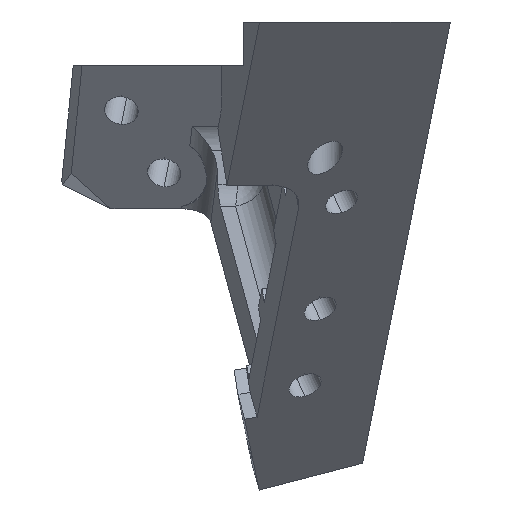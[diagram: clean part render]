
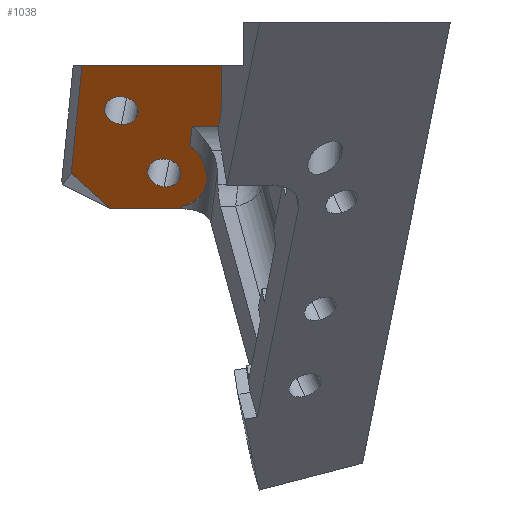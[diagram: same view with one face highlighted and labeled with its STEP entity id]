
A CAD part, front view. The second image highlights one B-rep face of the part: STEP entity #1038.
In plain terms, the highlighted planar face has unit normal (-0.109, -0.815, -0.569).
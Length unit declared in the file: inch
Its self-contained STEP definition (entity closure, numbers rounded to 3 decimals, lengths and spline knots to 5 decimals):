
#76 = EDGE_CURVE ( 'NONE', #2241, #1792, #1815, .T. ) ;
#84 = CARTESIAN_POINT ( 'NONE',  ( -125.96437, 47.53902, -0.45762 ) ) ;
#85 = DIRECTION ( 'NONE',  ( 0.109, 0.815, 0.569 ) ) ;
#104 = VECTOR ( 'NONE', #2349, 39.37008 ) ;
#114 = ORIENTED_EDGE ( 'NONE', *, *, #2649, .F. ) ;
#187 = DIRECTION ( 'NONE',  ( -0.991, 0.133, 0. ) ) ;
#204 = LINE ( 'NONE', #717, #317 ) ;
#205 = VECTOR ( 'NONE', #296, 39.37008 ) ;
#220 = CARTESIAN_POINT ( 'NONE',  ( -126.41548, 47.85214, -0.81972 ) ) ;
#262 = ORIENTED_EDGE ( 'NONE', *, *, #76, .F. ) ;
#267 = AXIS2_PLACEMENT_3D ( 'NONE', #979, #2908, #793 ) ;
#270 = VERTEX_POINT ( 'NONE', #532 ) ;
#294 = EDGE_CURVE ( 'NONE', #1411, #1579, #797, .T. ) ;
#296 = DIRECTION ( 'NONE',  ( -0.701, -0.343, 0.626 ) ) ;
#317 = VECTOR ( 'NONE', #3031, 39.37008 ) ;
#380 = CARTESIAN_POINT ( 'NONE',  ( -125.65705, 47.17848, 0. ) ) ;
#381 = EDGE_CURVE ( 'NONE', #1792, #1052, #2606, .T. ) ;
#397 = DIRECTION ( 'NONE',  ( 0.109, 0.815, 0.569 ) ) ;
#401 = VECTOR ( 'NONE', #902, 39.37008 ) ;
#424 = CARTESIAN_POINT ( 'NONE',  ( -126.01147, 47.79805, -0.81972 ) ) ;
#477 = LINE ( 'NONE', #1401, #104 ) ;
#478 = CIRCLE ( 'NONE', #1652, 0.09675 ) ;
#510 = EDGE_CURVE ( 'NONE', #1650, #835, #2587, .T. ) ;
#517 = AXIS2_PLACEMENT_3D ( 'NONE', #2761, #397, #2254 ) ;
#532 = CARTESIAN_POINT ( 'NONE',  ( -126.11071, 47.72321, -0.69345 ) ) ;
#593 = DIRECTION ( 'NONE',  ( 0., -0.572, 0.82 ) ) ;
#649 = VECTOR ( 'NONE', #2187, 39.37008 ) ;
#652 = LINE ( 'NONE', #2822, #401 ) ;
#657 = DIRECTION ( 'NONE',  ( 0.109, 0.815, 0.569 ) ) ;
#717 = CARTESIAN_POINT ( 'NONE',  ( -126.00867, 47.78263, -0.79816 ) ) ;
#747 = CARTESIAN_POINT ( 'NONE',  ( -126.58117, 47.30219, 0. ) ) ;
#760 = ORIENTED_EDGE ( 'NONE', *, *, #510, .T. ) ;
#793 = DIRECTION ( 'NONE',  ( 0., -0.572, 0.82 ) ) ;
#797 = LINE ( 'NONE', #1273, #649 ) ;
#802 = CARTESIAN_POINT ( 'NONE',  ( -126.58117, 47.30219, 0. ) ) ;
#835 = VERTEX_POINT ( 'NONE', #1371 ) ;
#889 = DIRECTION ( 'NONE',  ( 0., -0.572, 0.82 ) ) ;
#891 = AXIS2_PLACEMENT_3D ( 'NONE', #2050, #2693, #593 ) ;
#897 = VECTOR ( 'NONE', #187, 39.37008 ) ;
#902 = DIRECTION ( 'NONE',  ( -0.105, 0.579, -0.809 ) ) ;
#924 = DIRECTION ( 'NONE',  ( -0.105, 0.579, -0.809 ) ) ;
#944 = CARTESIAN_POINT ( 'NONE',  ( -126.25658, 47.25874, 0. ) ) ;
#979 = CARTESIAN_POINT ( 'NONE',  ( -126.11071, 47.66784, -0.61412 ) ) ;
#1031 = DIRECTION ( 'NONE',  ( 0., -0.572, 0.82 ) ) ;
#1038 = ADVANCED_FACE ( 'NONE', ( #1568, #2502, #2778 ), #2020, .F. ) ;
#1052 = VERTEX_POINT ( 'NONE', #1366 ) ;
#1071 = DIRECTION ( 'NONE',  ( 0.081, -0.578, 0.812 ) ) ;
#1152 = CARTESIAN_POINT ( 'NONE',  ( -126.11071, 47.66784, -0.61412 ) ) ;
#1193 = CARTESIAN_POINT ( 'NONE',  ( -126.00867, 47.78263, -0.79816 ) ) ;
#1219 = EDGE_CURVE ( 'NONE', #270, #2401, #478, .T. ) ;
#1225 = CARTESIAN_POINT ( 'NONE',  ( -126.356, 47.45142, -0.257 ) ) ;
#1235 = ORIENTED_EDGE ( 'NONE', *, *, #1219, .T. ) ;
#1238 = LINE ( 'NONE', #1271, #205 ) ;
#1271 = CARTESIAN_POINT ( 'NONE',  ( -125.72228, 48.19123, -1.43851 ) ) ;
#1273 = CARTESIAN_POINT ( 'NONE',  ( -125.61606, 47.74512, -0.81972 ) ) ;
#1278 = LINE ( 'NONE', #802, #1677 ) ;
#1298 = VERTEX_POINT ( 'NONE', #2679 ) ;
#1321 = EDGE_LOOP ( 'NONE', ( #262, #2545, #1527, #2009, #114, #1771, #1864, #2870, #2042 ) ) ;
#1366 = CARTESIAN_POINT ( 'NONE',  ( -126.00993, 47.78956, -0.80784 ) ) ;
#1371 = CARTESIAN_POINT ( 'NONE',  ( -126.356, 47.39605, -0.17766 ) ) ;
#1401 = CARTESIAN_POINT ( 'NONE',  ( -125.81841, 47.443, -0.34805 ) ) ;
#1408 = VERTEX_POINT ( 'NONE', #380 ) ;
#1411 = VERTEX_POINT ( 'NONE', #424 ) ;
#1510 = EDGE_LOOP ( 'NONE', ( #2607, #1235 ) ) ;
#1527 = ORIENTED_EDGE ( 'NONE', *, *, #2005, .F. ) ;
#1536 = AXIS2_PLACEMENT_3D ( 'NONE', #1225, #85, #1031 ) ;
#1538 = EDGE_CURVE ( 'NONE', #1052, #1411, #204, .T. ) ;
#1568 = FACE_OUTER_BOUND ( 'NONE', #1321, .T. ) ;
#1579 = VERTEX_POINT ( 'NONE', #220 ) ;
#1608 = DIRECTION ( 'NONE',  ( 0.109, 0.815, 0.569 ) ) ;
#1650 = VERTEX_POINT ( 'NONE', #2583 ) ;
#1652 = AXIS2_PLACEMENT_3D ( 'NONE', #1152, #1608, #2142 ) ;
#1667 = EDGE_CURVE ( 'NONE', #2401, #270, #2933, .T. ) ;
#1677 = VECTOR ( 'NONE', #1071, 39.37008 ) ;
#1714 = EDGE_LOOP ( 'NONE', ( #2177, #760 ) ) ;
#1771 = ORIENTED_EDGE ( 'NONE', *, *, #2909, .F. ) ;
#1792 = VERTEX_POINT ( 'NONE', #84 ) ;
#1815 = LINE ( 'NONE', #1193, #2315 ) ;
#1862 = LINE ( 'NONE', #944, #897 ) ;
#1864 = ORIENTED_EDGE ( 'NONE', *, *, #294, .F. ) ;
#1999 = EDGE_CURVE ( 'NONE', #1408, #2922, #1862, .T. ) ;
#2005 = EDGE_CURVE ( 'NONE', #1408, #2766, #652, .T. ) ;
#2009 = ORIENTED_EDGE ( 'NONE', *, *, #1999, .T. ) ;
#2020 = PLANE ( 'NONE',  #517 ) ;
#2039 = EDGE_CURVE ( 'NONE', #2766, #2241, #477, .T. ) ;
#2042 = ORIENTED_EDGE ( 'NONE', *, *, #381, .F. ) ;
#2043 = CARTESIAN_POINT ( 'NONE',  ( -125.95012, 47.46063, -0.34805 ) ) ;
#2050 = CARTESIAN_POINT ( 'NONE',  ( -126.11071, 47.66784, -0.61412 ) ) ;
#2142 = DIRECTION ( 'NONE',  ( 0., -0.572, 0.82 ) ) ;
#2177 = ORIENTED_EDGE ( 'NONE', *, *, #2995, .T. ) ;
#2187 = DIRECTION ( 'NONE',  ( -0.991, 0.133, 0. ) ) ;
#2241 = VERTEX_POINT ( 'NONE', #2043 ) ;
#2254 = DIRECTION ( 'NONE',  ( 0., 0.572, -0.82 ) ) ;
#2315 = VECTOR ( 'NONE', #924, 39.37008 ) ;
#2349 = DIRECTION ( 'NONE',  ( -0.991, 0.133, 0. ) ) ;
#2401 = VERTEX_POINT ( 'NONE', #3049 ) ;
#2502 = FACE_BOUND ( 'NONE', #1714, .T. ) ;
#2544 = CARTESIAN_POINT ( 'NONE',  ( -125.70233, 47.42746, -0.34805 ) ) ;
#2545 = ORIENTED_EDGE ( 'NONE', *, *, #2039, .F. ) ;
#2583 = CARTESIAN_POINT ( 'NONE',  ( -126.356, 47.5068, -0.33634 ) ) ;
#2587 = CIRCLE ( 'NONE', #2741, 0.09675 ) ;
#2606 = CIRCLE ( 'NONE', #891, 0.25 ) ;
#2607 = ORIENTED_EDGE ( 'NONE', *, *, #1667, .T. ) ;
#2649 = EDGE_CURVE ( 'NONE', #1298, #2922, #1278, .T. ) ;
#2679 = CARTESIAN_POINT ( 'NONE',  ( -126.64293, 47.74087, -0.61668 ) ) ;
#2693 = DIRECTION ( 'NONE',  ( 0.109, 0.815, 0.569 ) ) ;
#2741 = AXIS2_PLACEMENT_3D ( 'NONE', #3030, #657, #889 ) ;
#2761 = CARTESIAN_POINT ( 'NONE',  ( -123.82265, 46.93291, 0. ) ) ;
#2766 = VERTEX_POINT ( 'NONE', #2544 ) ;
#2778 = FACE_BOUND ( 'NONE', #1510, .T. ) ;
#2822 = CARTESIAN_POINT ( 'NONE',  ( -125.62179, 46.9846, 0.27102 ) ) ;
#2865 = CIRCLE ( 'NONE', #1536, 0.09675 ) ;
#2870 = ORIENTED_EDGE ( 'NONE', *, *, #1538, .F. ) ;
#2908 = DIRECTION ( 'NONE',  ( 0.109, 0.815, 0.569 ) ) ;
#2909 = EDGE_CURVE ( 'NONE', #1579, #1298, #1238, .T. ) ;
#2922 = VERTEX_POINT ( 'NONE', #747 ) ;
#2933 = CIRCLE ( 'NONE', #267, 0.09675 ) ;
#2995 = EDGE_CURVE ( 'NONE', #835, #1650, #2865, .T. ) ;
#3030 = CARTESIAN_POINT ( 'NONE',  ( -126.356, 47.45142, -0.257 ) ) ;
#3031 = DIRECTION ( 'NONE',  ( -0.105, 0.579, -0.809 ) ) ;
#3049 = CARTESIAN_POINT ( 'NONE',  ( -126.11071, 47.61246, -0.53478 ) ) ;
